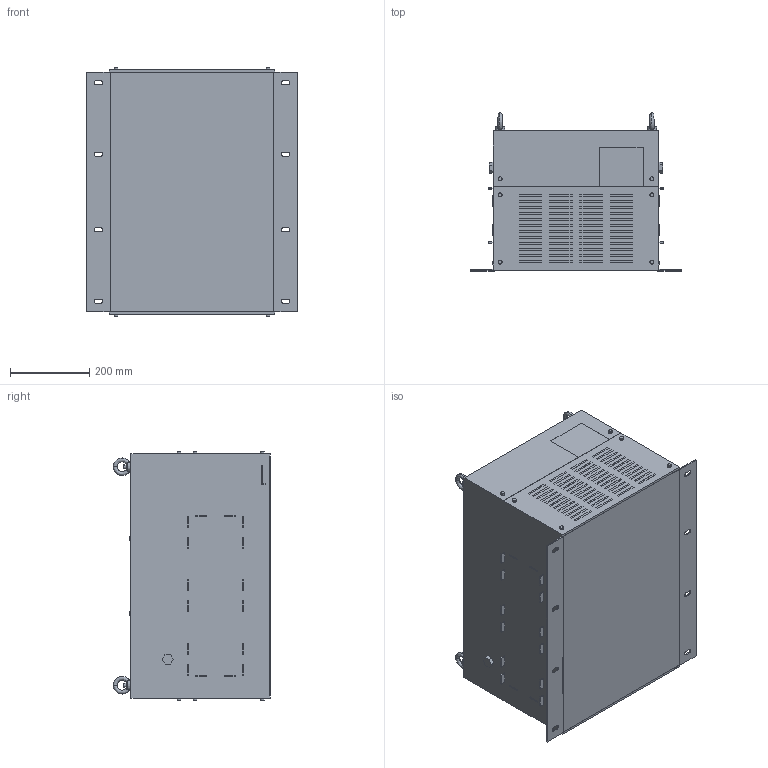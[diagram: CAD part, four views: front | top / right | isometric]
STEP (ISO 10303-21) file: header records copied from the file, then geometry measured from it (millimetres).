
FILE_DESCRIPTION (( 'STEP AP214' ), '1' );
FILE_NAME ('1095902.STEP', '2025-10-10T07:04:04', ( '' ), ( '' ), 'SwSTEP 2.0', 'SolidWorks 2022', '' );
FILE_SCHEMA (( 'AUTOMOTIVE_DESIGN' ));
Length unit declared in the file: millimetre
Products named in the file (1): 1095902
Bounding box: 531.5 x 397.4 x 626.4 mm (x, y, z)
Volume: 90654361.3 mm3; surface area: 1420563.2 mm2
Topology: 1 solids, 1 shells, 1642 faces, 3964 edges, 2640 vertices
Faces by surface type: plane 1498, cylinder 112, bspline 16, cone 16
Entity records: 50214 total; most frequent: CARTESIAN_POINT 11511, ORIENTED_EDGE 7928, DIRECTION 7410, EDGE_CURVE 3964, VECTOR 3644, LINE 3644, VERTEX_POINT 2640, EDGE_LOOP 1982
